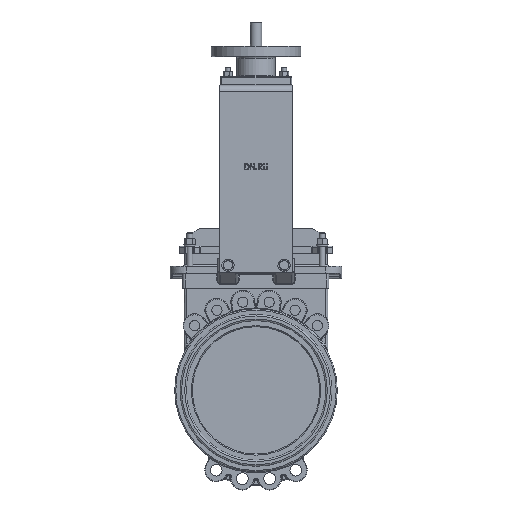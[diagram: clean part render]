
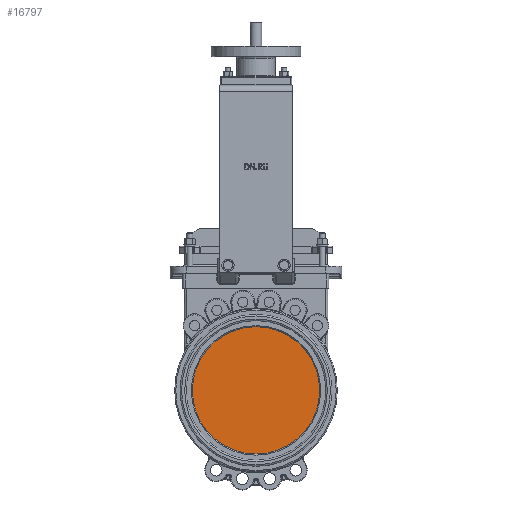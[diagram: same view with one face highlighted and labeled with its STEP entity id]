
A CAD part, top view. The second image highlights one B-rep face of the part: STEP entity #16797.
In plain terms, the highlighted planar face has unit normal (0, 0, 1).
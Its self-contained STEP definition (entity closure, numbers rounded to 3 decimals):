
#789=PLANE('',#18788);
#2028=FACE_OUTER_BOUND('',#3087,.T.);
#3087=EDGE_LOOP('',(#13545));
#3981=CIRCLE('',#18294,125.);
#7128=VERTEX_POINT('',#30106);
#9003=EDGE_CURVE('',#7128,#7128,#3981,.T.);
#13545=ORIENTED_EDGE('',*,*,#9003,.F.);
#16797=ADVANCED_FACE('',(#2028),#789,.T.);
#18294=AXIS2_PLACEMENT_3D('',#30108,#21661,#21662);
#18788=AXIS2_PLACEMENT_3D('',#32205,#22888,#22889);
#21661=DIRECTION('center_axis',(0.,0.,-1.));
#21662=DIRECTION('ref_axis',(1.,0.,0.));
#22888=DIRECTION('center_axis',(0.,0.,1.));
#22889=DIRECTION('ref_axis',(1.,0.,0.));
#30106=CARTESIAN_POINT('',(-125.,0.,12.));
#30108=CARTESIAN_POINT('Origin',(0.,0.,12.));
#32205=CARTESIAN_POINT('Origin',(0.,0.,12.));
